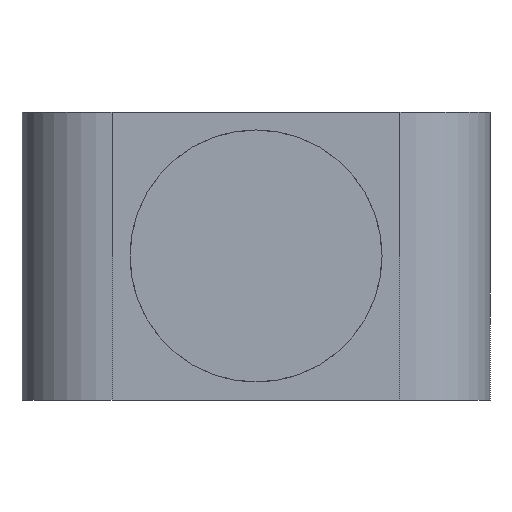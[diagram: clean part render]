
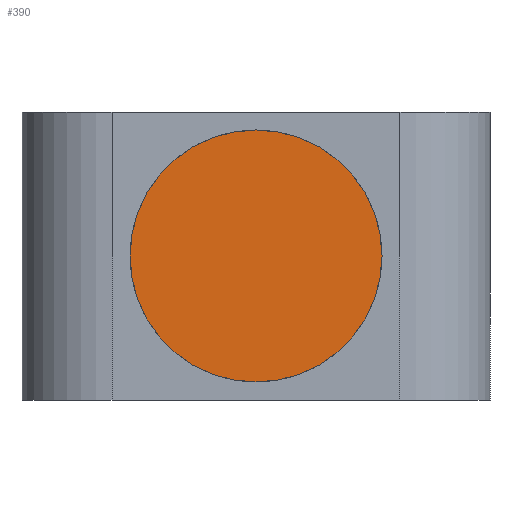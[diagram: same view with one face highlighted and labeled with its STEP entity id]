
A CAD part, front view. The second image highlights one B-rep face of the part: STEP entity #390.
In plain terms, the highlighted planar face has unit normal (0, -1, 0).
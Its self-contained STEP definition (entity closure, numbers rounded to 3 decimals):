
#100=FACE_OUTER_BOUND('',#127,.T.);
#127=EDGE_LOOP('',(#279));
#158=CIRCLE('',#436,70.);
#182=VERTEX_POINT('',#622);
#220=EDGE_CURVE('',#182,#182,#158,.F.);
#279=ORIENTED_EDGE('',*,*,#220,.T.);
#376=PLANE('',#435);
#390=ADVANCED_FACE('',(#100),#376,.T.);
#435=AXIS2_PLACEMENT_3D('',#621,#499,#500);
#436=AXIS2_PLACEMENT_3D('',#623,#501,#502);
#499=DIRECTION('center_axis',(0.,-1.,0.));
#500=DIRECTION('ref_axis',(0.,0.,-1.));
#501=DIRECTION('center_axis',(0.,1.,0.));
#502=DIRECTION('ref_axis',(0.,0.,1.));
#621=CARTESIAN_POINT('Origin',(0.,-510.,90.));
#622=CARTESIAN_POINT('',(0.,-510.,-70.));
#623=CARTESIAN_POINT('Origin',(0.,-510.,0.));
